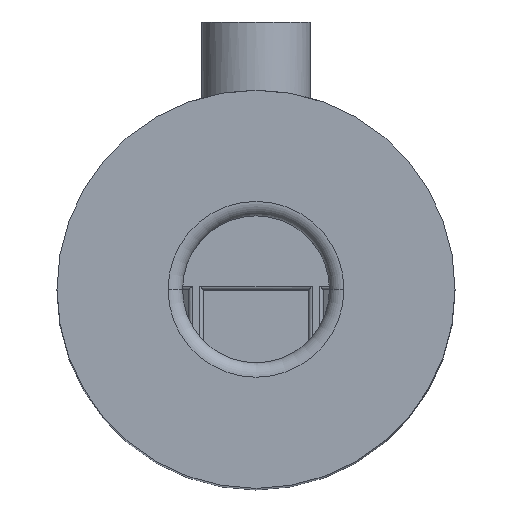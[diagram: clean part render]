
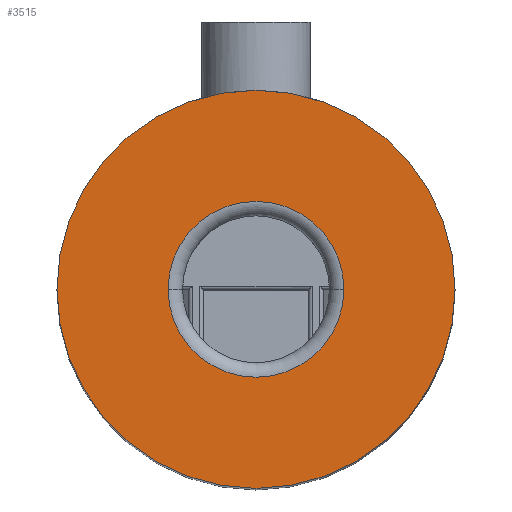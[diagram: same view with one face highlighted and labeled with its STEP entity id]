
A CAD part, top view. The second image highlights one B-rep face of the part: STEP entity #3515.
In plain terms, the highlighted planar face has unit normal (0, 0, 1).
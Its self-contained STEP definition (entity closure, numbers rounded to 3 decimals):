
#269 = CARTESIAN_POINT ( 'NONE',  ( 0., 11., 50.8 ) ) ;
#312 = CARTESIAN_POINT ( 'NONE',  ( 0., 11., 50.8 ) ) ;
#364 = VERTEX_POINT ( 'NONE', #2283 ) ;
#455 = AXIS2_PLACEMENT_3D ( 'NONE', #1089, #1383, #4033 ) ;
#568 = FACE_BOUND ( 'NONE', #4047, .T. ) ;
#613 = ORIENTED_EDGE ( 'NONE', *, *, #4298, .T. ) ;
#630 = ORIENTED_EDGE ( 'NONE', *, *, #2684, .T. ) ;
#880 = DIRECTION ( 'NONE',  ( 1., 0., 0. ) ) ;
#960 = AXIS2_PLACEMENT_3D ( 'NONE', #1165, #3483, #2517 ) ;
#1035 = CARTESIAN_POINT ( 'NONE',  ( 11., 11., 50.8 ) ) ;
#1089 = CARTESIAN_POINT ( 'NONE',  ( 0., 11., 50.8 ) ) ;
#1165 = CARTESIAN_POINT ( 'NONE',  ( 0., 11., 50.8 ) ) ;
#1263 = AXIS2_PLACEMENT_3D ( 'NONE', #269, #1284, #4271 ) ;
#1284 = DIRECTION ( 'NONE',  ( 0., 0., 1. ) ) ;
#1343 = DIRECTION ( 'NONE',  ( 1., 0., 0. ) ) ;
#1383 = DIRECTION ( 'NONE',  ( 0., 0., -1. ) ) ;
#1712 = ORIENTED_EDGE ( 'NONE', *, *, #2489, .T. ) ;
#1833 = DIRECTION ( 'NONE',  ( 0., 0., 1. ) ) ;
#2139 = PLANE ( 'NONE',  #3873 ) ;
#2177 = CARTESIAN_POINT ( 'NONE',  ( 0., 11., 50.8 ) ) ;
#2283 = CARTESIAN_POINT ( 'NONE',  ( -4.858, 11., 50.8 ) ) ;
#2293 = VERTEX_POINT ( 'NONE', #3675 ) ;
#2338 = VERTEX_POINT ( 'NONE', #1035 ) ;
#2444 = EDGE_LOOP ( 'NONE', ( #630, #1712 ) ) ;
#2489 = EDGE_CURVE ( 'NONE', #2338, #3038, #4208, .T. ) ;
#2517 = DIRECTION ( 'NONE',  ( 1., 0., 0. ) ) ;
#2600 = CARTESIAN_POINT ( 'NONE',  ( -11., 11., 50.8 ) ) ;
#2675 = CIRCLE ( 'NONE', #455, 4.858 ) ;
#2684 = EDGE_CURVE ( 'NONE', #3038, #2338, #3343, .T. ) ;
#3038 = VERTEX_POINT ( 'NONE', #2600 ) ;
#3152 = EDGE_CURVE ( 'NONE', #364, #2293, #2675, .T. ) ;
#3343 = CIRCLE ( 'NONE', #4148, 11. ) ;
#3483 = DIRECTION ( 'NONE',  ( 0., 0., -1. ) ) ;
#3515 = ADVANCED_FACE ( 'NONE', ( #568, #3896 ), #2139, .T. ) ;
#3523 = CIRCLE ( 'NONE', #960, 4.858 ) ;
#3566 = ORIENTED_EDGE ( 'NONE', *, *, #3152, .T. ) ;
#3675 = CARTESIAN_POINT ( 'NONE',  ( 4.858, 11., 50.8 ) ) ;
#3873 = AXIS2_PLACEMENT_3D ( 'NONE', #2177, #1833, #880 ) ;
#3896 = FACE_OUTER_BOUND ( 'NONE', #2444, .T. ) ;
#4033 = DIRECTION ( 'NONE',  ( 1., 0., 0. ) ) ;
#4047 = EDGE_LOOP ( 'NONE', ( #613, #3566 ) ) ;
#4148 = AXIS2_PLACEMENT_3D ( 'NONE', #312, #4311, #1343 ) ;
#4208 = CIRCLE ( 'NONE', #1263, 11. ) ;
#4271 = DIRECTION ( 'NONE',  ( 1., 0., 0. ) ) ;
#4298 = EDGE_CURVE ( 'NONE', #2293, #364, #3523, .T. ) ;
#4311 = DIRECTION ( 'NONE',  ( 0., 0., 1. ) ) ;
